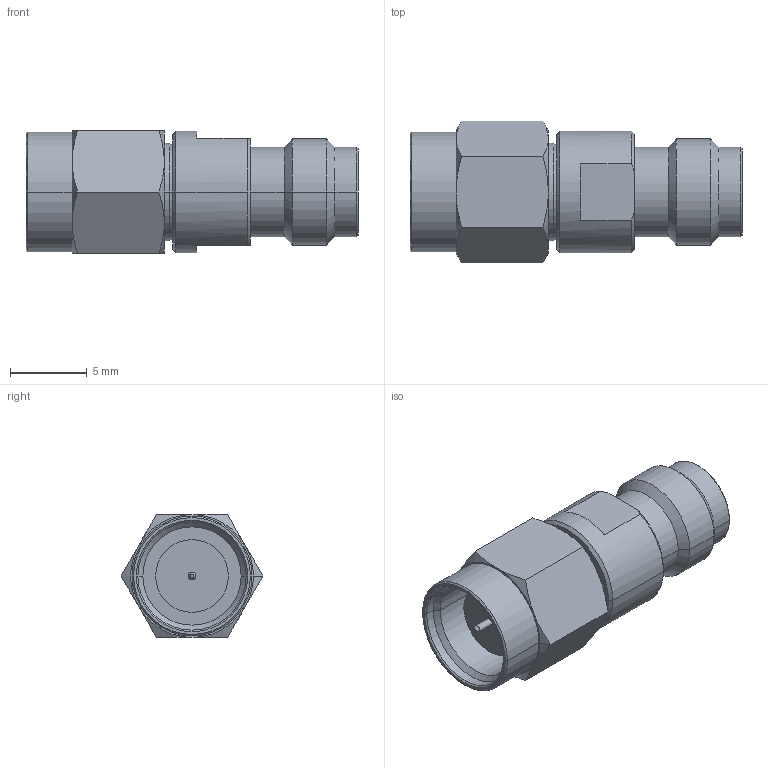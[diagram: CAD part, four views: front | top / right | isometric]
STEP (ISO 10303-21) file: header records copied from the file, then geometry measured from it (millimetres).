
FILE_DESCRIPTION (( 'STEP AP214' ), '1' );
FILE_NAME ('PE8268_3D.STEP', '2022-01-26T16:35:45', ( '' ), ( '' ), 'SwSTEP 2.0', 'SolidWorks 2021', '' );
FILE_SCHEMA (( 'AUTOMOTIVE_DESIGN' ));
Length unit declared in the file: millimetre
Products named in the file (1): PE8268_3D
Bounding box: 21.6 x 9.24 x 8 mm (x, y, z)
Volume: 769 mm3; surface area: 849.5 mm2
Topology: 1 solids, 1 shells, 88 faces, 189 edges, 112 vertices
Faces by surface type: cone 41, cylinder 26, plane 21
Entity records: 2537 total; most frequent: CARTESIAN_POINT 578, DIRECTION 433, ORIENTED_EDGE 378, EDGE_CURVE 189, AXIS2_PLACEMENT_3D 183, VERTEX_POINT 112, EDGE_LOOP 97, CIRCLE 94
